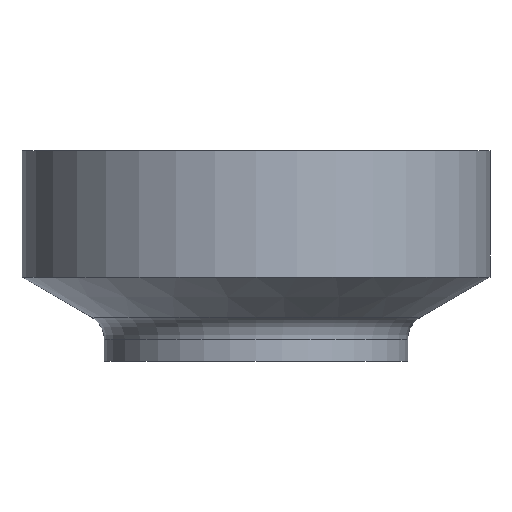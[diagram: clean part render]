
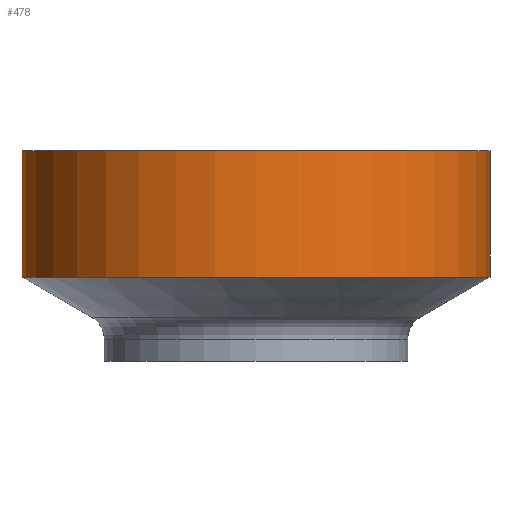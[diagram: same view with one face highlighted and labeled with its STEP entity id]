
A CAD part, front view. The second image highlights one B-rep face of the part: STEP entity #478.
In plain terms, the highlighted cylindrical face has radius 14.097 mm (diameter 28.194 mm), a partial arc.
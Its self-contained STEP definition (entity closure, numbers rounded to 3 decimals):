
#118=CARTESIAN_POINT('',(0.,0.,12.7));
#119=DIRECTION('',(0.,0.,1.));
#120=DIRECTION('',(-1.,0.,0.));
#121=AXIS2_PLACEMENT_3D('',#118,#119,#120);
#133=DIRECTION('',(0.,0.,1.));
#134=VECTOR('',#133,7.62);
#135=CARTESIAN_POINT('',(14.097,0.,5.08));
#136=LINE('',#135,#134);
#155=CARTESIAN_POINT('',(0.,0.,5.08));
#156=DIRECTION('',(0.,0.,1.));
#157=DIRECTION('',(-1.,0.,0.));
#158=AXIS2_PLACEMENT_3D('',#155,#156,#157);
#165=DIRECTION('',(0.,0.,1.));
#166=VECTOR('',#165,7.62);
#167=CARTESIAN_POINT('',(-14.097,0.,5.08));
#168=LINE('',#167,#166);
#197=CARTESIAN_POINT('',(14.097,0.,12.7));
#198=CARTESIAN_POINT('',(-14.097,0.,12.7));
#199=VERTEX_POINT('',#197);
#200=VERTEX_POINT('',#198);
#241=CARTESIAN_POINT('',(14.097,0.,5.08));
#242=CARTESIAN_POINT('',(-14.097,0.,5.08));
#243=VERTEX_POINT('',#241);
#244=VERTEX_POINT('',#242);
#467=CARTESIAN_POINT('',(0.,0.,0.));
#468=DIRECTION('',(0.,0.,1.));
#469=DIRECTION('',(1.,0.,0.));
#470=AXIS2_PLACEMENT_3D('',#467,#468,#469);
#471=CYLINDRICAL_SURFACE('',#470,14.097);
#472=ORIENTED_EDGE('',*,*,#458,.F.);
#473=ORIENTED_EDGE('',*,*,#433,.T.);
#474=ORIENTED_EDGE('',*,*,#413,.T.);
#475=ORIENTED_EDGE('',*,*,#430,.F.);
#476=EDGE_LOOP('',(#472,#473,#474,#475));
#477=FACE_OUTER_BOUND('',#476,.F.);
#478=ADVANCED_FACE('',(#477),#471,.T.);
#122=CIRCLE('',#121,14.097);
#159=CIRCLE('',#158,14.097);
#413=EDGE_CURVE('',#200,#199,#122,.T.);
#430=EDGE_CURVE('',#243,#199,#136,.T.);
#433=EDGE_CURVE('',#244,#200,#168,.T.);
#458=EDGE_CURVE('',#244,#243,#159,.T.);
